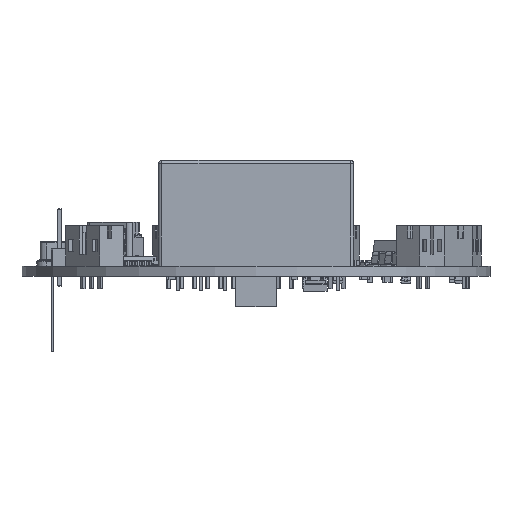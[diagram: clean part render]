
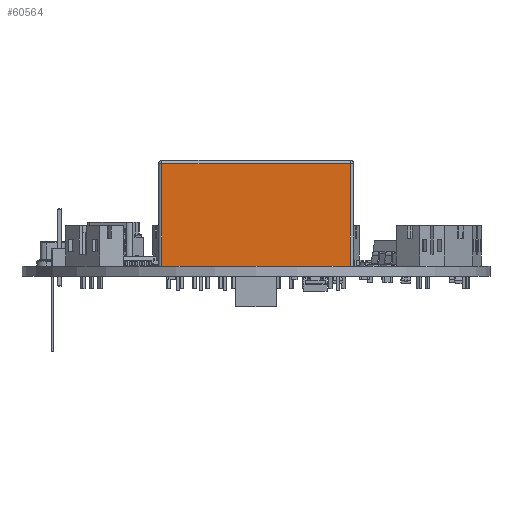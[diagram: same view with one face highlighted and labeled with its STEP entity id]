
A CAD part, front view. The second image highlights one B-rep face of the part: STEP entity #60564.
In plain terms, the highlighted planar face has unit normal (0, -1, 0).
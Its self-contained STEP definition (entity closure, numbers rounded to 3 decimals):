
#60293 = VERTEX_POINT('',#60294);
#60294 = CARTESIAN_POINT('',(-14.,-6.35,0.));
#60344 = VERTEX_POINT('',#60345);
#60345 = CARTESIAN_POINT('',(14.,-6.35,0.));
#60352 = EDGE_CURVE('',#60293,#60344,#60353,.T.);
#60353 = LINE('',#60354,#60355);
#60354 = CARTESIAN_POINT('',(-14.,-6.35,0.));
#60355 = VECTOR('',#60356,1.);
#60356 = DIRECTION('',(1.,0.,0.));
#60545 = VERTEX_POINT('',#60546);
#60546 = CARTESIAN_POINT('',(-14.,-6.35,-15.2));
#60553 = EDGE_CURVE('',#60293,#60545,#60554,.T.);
#60554 = LINE('',#60555,#60556);
#60555 = CARTESIAN_POINT('',(-14.,-6.35,0.));
#60556 = VECTOR('',#60557,1.);
#60557 = DIRECTION('',(0.,0.,-1.));
#60564 = ADVANCED_FACE('',(#60565),#60583,.T.);
#60565 = FACE_BOUND('',#60566,.F.);
#60566 = EDGE_LOOP('',(#60567,#60568,#60569,#60577));
#60567 = ORIENTED_EDGE('',*,*,#60553,.F.);
#60568 = ORIENTED_EDGE('',*,*,#60352,.T.);
#60569 = ORIENTED_EDGE('',*,*,#60570,.T.);
#60570 = EDGE_CURVE('',#60344,#60571,#60573,.T.);
#60571 = VERTEX_POINT('',#60572);
#60572 = CARTESIAN_POINT('',(14.,-6.35,-15.2));
#60573 = LINE('',#60574,#60575);
#60574 = CARTESIAN_POINT('',(14.,-6.35,0.));
#60575 = VECTOR('',#60576,1.);
#60576 = DIRECTION('',(0.,0.,-1.));
#60577 = ORIENTED_EDGE('',*,*,#60578,.T.);
#60578 = EDGE_CURVE('',#60571,#60545,#60579,.T.);
#60579 = LINE('',#60580,#60581);
#60580 = CARTESIAN_POINT('',(14.,-6.35,-15.2));
#60581 = VECTOR('',#60582,1.);
#60582 = DIRECTION('',(-1.,0.,0.));
#60583 = PLANE('',#60584);
#60584 = AXIS2_PLACEMENT_3D('',#60585,#60586,#60587);
#60585 = CARTESIAN_POINT('',(-14.5,-6.35,0.));
#60586 = DIRECTION('',(0.,-1.,0.));
#60587 = DIRECTION('',(1.,0.,0.));
